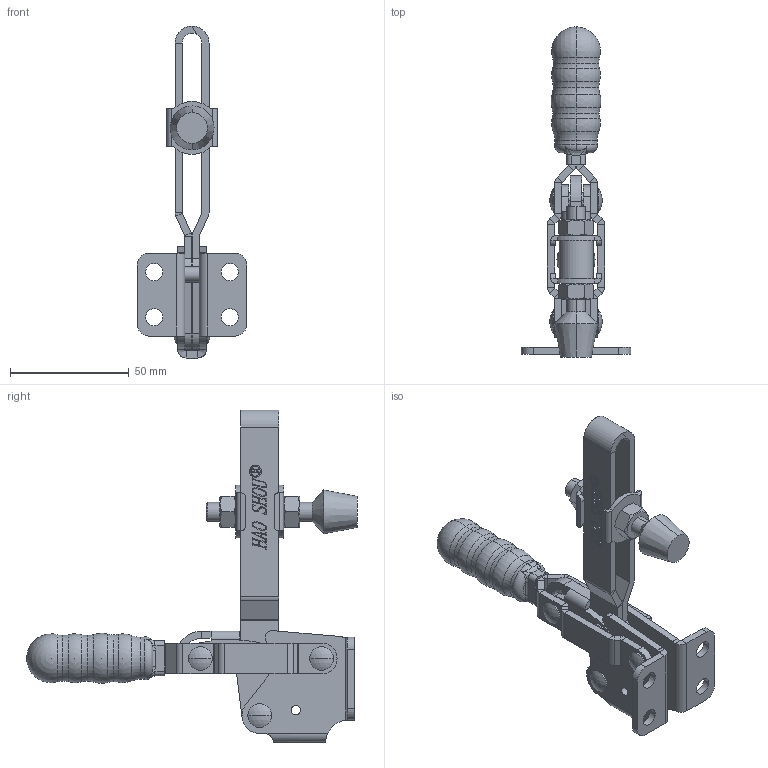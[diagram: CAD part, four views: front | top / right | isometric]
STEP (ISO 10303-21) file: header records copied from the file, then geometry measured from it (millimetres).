
FILE_DESCRIPTION (( 'STEP AP203' ), '1' );
FILE_NAME ('HS-12132.STEP', '2019-10-14T00:35:44', ( '微软用户' ), ( '微软中国' ), 'SwSTEP 2.0', 'SolidWorks 2012', '' );
FILE_SCHEMA (( 'CONFIG_CONTROL_DESIGN' ));
Length unit declared in the file: millimetre
Products named in the file (14): HS-12132; hex nuts, style 1-grades ab gb_GB_FASTENER_NUT_SNAB1 M8-N; FW-516; 酗种; 眻忒梟蚾饜极; 2#忒參杶; 忒梟; 酗U倰揤參蚾饜极; 酗U倰揤參; hexagon head bolts-full thread gb_GB_FASTENER_BOLT_STBAB A M8X55-C; 揤輸; 蟀裝; 傻种; 楊擘菁釱
Assembly tree (18 placements, depth 3):
  HS-12132
    楊擘菁釱
    傻种  x2
    蟀裝
    酗U倰揤參蚾饜极
      揤輸
      hexagon head bolts-full thread gb_GB_FASTENER_BOLT_STBAB A M8X55-C
      酗U倰揤參
    眻忒梟蚾饜极
      忒梟  x2
      2#忒參杶
    酗种  x2
    FW-516  x2
    hex nuts, style 1-grades ab gb_GB_FASTENER_NUT_SNAB1 M8-N  x2
Bounding box: 46 x 139 x 139.6 mm (x, y, z)
Volume: 59174.6 mm3; surface area: 44486.1 mm2
Topology: 16 solids, 16 shells, 888 faces, 2250 edges, 1415 vertices
Faces by surface type: plane 460, cylinder 199, bspline 157, cone 30, sphere 24, torus 18
Entity records: 32464 total; most frequent: CARTESIAN_POINT 13139, ORIENTED_EDGE 3904, DIRECTION 3252, EDGE_CURVE 1952, VERTEX_POINT 1239, LINE 1192, VECTOR 1192, AXIS2_PLACEMENT_3D 1030
